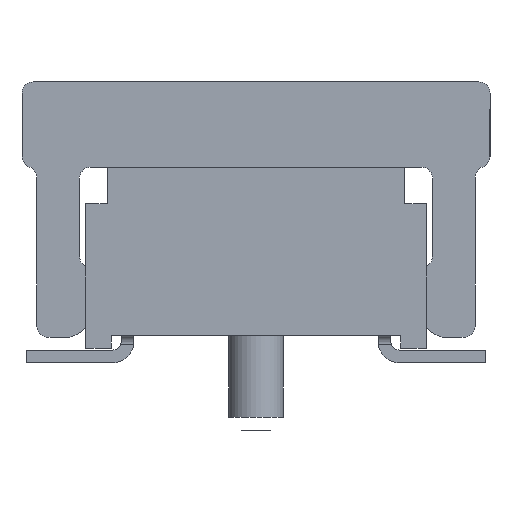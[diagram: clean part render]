
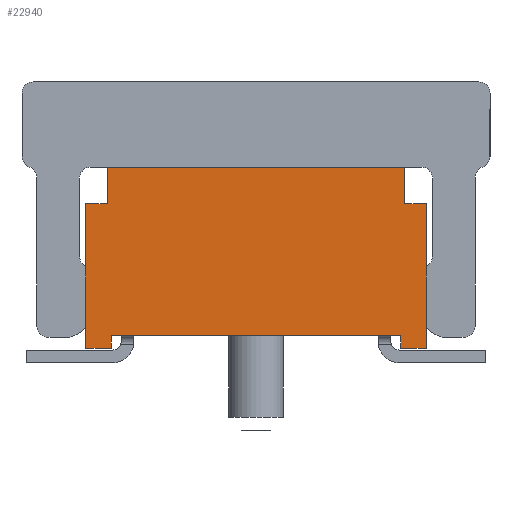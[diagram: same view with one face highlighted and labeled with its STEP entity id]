
A CAD part, left-side view. The second image highlights one B-rep face of the part: STEP entity #22940.
In plain terms, the highlighted planar face has unit normal (-1, 0, 0).
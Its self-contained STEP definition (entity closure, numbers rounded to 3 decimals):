
#2108=PLANE('',#24798);
#3272=FACE_OUTER_BOUND('',#4444,.T.);
#4444=EDGE_LOOP('',(#20561,#20562,#20563,#20564,#20565,#20566,#20567,#20568,
#20569,#20570,#20571,#20572));
#6457=LINE('',#39867,#8687);
#6521=LINE('',#39999,#8751);
#6523=LINE('',#40003,#8753);
#6524=LINE('',#40004,#8754);
#6525=LINE('',#40006,#8755);
#6526=LINE('',#40008,#8756);
#6527=LINE('',#40010,#8757);
#6528=LINE('',#40012,#8758);
#6529=LINE('',#40014,#8759);
#6530=LINE('',#40016,#8760);
#6531=LINE('',#40018,#8761);
#6532=LINE('',#40019,#8762);
#8687=VECTOR('',#29985,1.);
#8751=VECTOR('',#30057,1.);
#8753=VECTOR('',#30061,1.);
#8754=VECTOR('',#30062,1.);
#8755=VECTOR('',#30063,1.);
#8756=VECTOR('',#30064,1.);
#8757=VECTOR('',#30065,1.);
#8758=VECTOR('',#30066,1.);
#8759=VECTOR('',#30067,1.);
#8760=VECTOR('',#30068,1.);
#8761=VECTOR('',#30069,1.);
#8762=VECTOR('',#30070,1.);
#11571=VERTEX_POINT('',#39865);
#11572=VERTEX_POINT('',#39866);
#11635=VERTEX_POINT('',#39996);
#11636=VERTEX_POINT('',#39998);
#11637=VERTEX_POINT('',#40002);
#11638=VERTEX_POINT('',#40005);
#11639=VERTEX_POINT('',#40007);
#11640=VERTEX_POINT('',#40009);
#11641=VERTEX_POINT('',#40011);
#11642=VERTEX_POINT('',#40013);
#11643=VERTEX_POINT('',#40015);
#11644=VERTEX_POINT('',#40017);
#14615=EDGE_CURVE('',#11571,#11572,#6457,.T.);
#14681=EDGE_CURVE('',#11636,#11635,#6521,.T.);
#14683=EDGE_CURVE('',#11635,#11637,#6523,.T.);
#14684=EDGE_CURVE('',#11637,#11571,#6524,.T.);
#14685=EDGE_CURVE('',#11572,#11638,#6525,.T.);
#14686=EDGE_CURVE('',#11638,#11639,#6526,.T.);
#14687=EDGE_CURVE('',#11640,#11639,#6527,.T.);
#14688=EDGE_CURVE('',#11640,#11641,#6528,.T.);
#14689=EDGE_CURVE('',#11641,#11642,#6529,.T.);
#14690=EDGE_CURVE('',#11643,#11642,#6530,.T.);
#14691=EDGE_CURVE('',#11643,#11644,#6531,.T.);
#14692=EDGE_CURVE('',#11644,#11636,#6532,.T.);
#20561=ORIENTED_EDGE('',*,*,#14681,.T.);
#20562=ORIENTED_EDGE('',*,*,#14683,.T.);
#20563=ORIENTED_EDGE('',*,*,#14684,.T.);
#20564=ORIENTED_EDGE('',*,*,#14615,.T.);
#20565=ORIENTED_EDGE('',*,*,#14685,.T.);
#20566=ORIENTED_EDGE('',*,*,#14686,.T.);
#20567=ORIENTED_EDGE('',*,*,#14687,.F.);
#20568=ORIENTED_EDGE('',*,*,#14688,.T.);
#20569=ORIENTED_EDGE('',*,*,#14689,.T.);
#20570=ORIENTED_EDGE('',*,*,#14690,.F.);
#20571=ORIENTED_EDGE('',*,*,#14691,.T.);
#20572=ORIENTED_EDGE('',*,*,#14692,.T.);
#22940=ADVANCED_FACE('',(#3272),#2108,.F.);
#24798=AXIS2_PLACEMENT_3D('',#40001,#30059,#30060);
#29985=DIRECTION('',(0.,-1.,0.));
#30057=DIRECTION('',(0.,0.,-1.));
#30059=DIRECTION('center_axis',(1.,0.,0.));
#30060=DIRECTION('ref_axis',(0.,0.,
1.));
#30061=DIRECTION('',(0.,-1.,0.));
#30062=DIRECTION('',(0.,0.,1.));
#30063=DIRECTION('',(0.,0.,-1.));
#30064=DIRECTION('',(0.,-1.,0.));
#30065=DIRECTION('',(0.,0.,-1.));
#30066=DIRECTION('',(0.,1.,0.));
#30067=DIRECTION('',(0.,0.,1.));
#30068=DIRECTION('',(0.,-1.,0.));
#30069=DIRECTION('',(0.,0.,-1.));
#30070=DIRECTION('',(0.,1.,0.));
#39865=CARTESIAN_POINT('',(-15.885,-0.445,4.961));
#39866=CARTESIAN_POINT('',(-15.885,-3.845,4.961));
#39867=CARTESIAN_POINT('',(-15.885,-3.845,4.961));
#39996=CARTESIAN_POINT('',(-15.885,-0.145,4.811));
#39998=CARTESIAN_POINT('',(-15.885,-0.145,6.511));
#39999=CARTESIAN_POINT('',(-15.885,-0.145,6.941));
#40001=CARTESIAN_POINT('Origin',(-15.885,-4.145,6.941));
#40002=CARTESIAN_POINT('',(-15.885,-0.445,4.811));
#40003=CARTESIAN_POINT('',(-15.885,-4.145,4.811));
#40004=CARTESIAN_POINT('',(-15.885,-0.445,4.961));
#40005=CARTESIAN_POINT('',(-15.885,-3.845,4.811));
#40006=CARTESIAN_POINT('',(-15.885,-3.845,4.961));
#40007=CARTESIAN_POINT('',(-15.885,-4.145,4.811));
#40008=CARTESIAN_POINT('',(-15.885,-4.145,4.811));
#40009=CARTESIAN_POINT('',(-15.885,-4.145,6.511));
#40010=CARTESIAN_POINT('',(-15.885,-4.145,6.941));
#40011=CARTESIAN_POINT('',(-15.885,-3.895,6.511));
#40012=CARTESIAN_POINT('',(-15.885,-4.145,6.511));
#40013=CARTESIAN_POINT('',(-15.885,-3.895,6.941));
#40014=CARTESIAN_POINT('',(-15.885,-3.895,6.941));
#40015=CARTESIAN_POINT('',(-15.885,-0.395,6.941));
#40016=CARTESIAN_POINT('',(-15.885,-4.145,6.941));
#40017=CARTESIAN_POINT('',(-15.885,-0.395,6.511));
#40018=CARTESIAN_POINT('',(-15.885,-0.395,6.941));
#40019=CARTESIAN_POINT('',(-15.885,-0.145,6.511));
